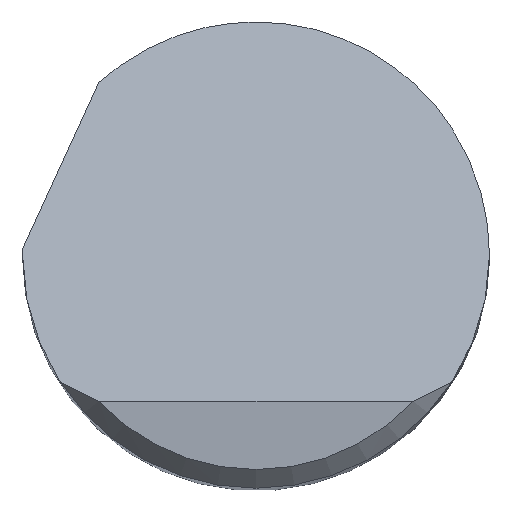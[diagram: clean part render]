
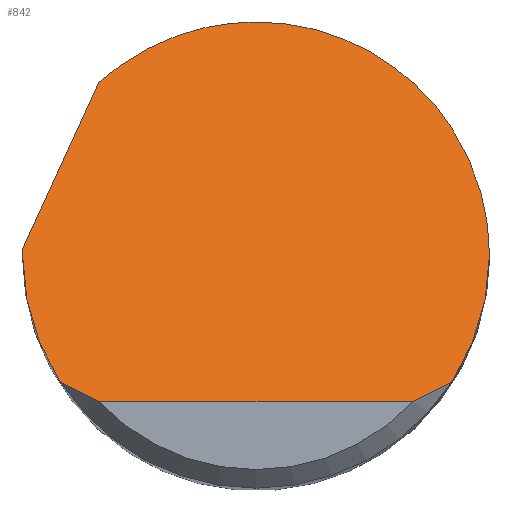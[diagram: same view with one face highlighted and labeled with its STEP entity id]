
A CAD part, top view. The second image highlights one B-rep face of the part: STEP entity #842.
In plain terms, the highlighted planar face has unit normal (0, 0.707, 0.707).
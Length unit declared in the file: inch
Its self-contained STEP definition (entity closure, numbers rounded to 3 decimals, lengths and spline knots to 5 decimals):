
#20 = VECTOR ( 'NONE', #30, 39.37008 ) ;
#30 = DIRECTION ( 'NONE',  ( 0.308, 0.673, -0.673 ) ) ;
#46 = PLANE ( 'NONE',  #459 ) ;
#51 = DIRECTION ( 'NONE',  ( 1., 0., 0. ) ) ;
#52 = VERTEX_POINT ( 'NONE', #286 ) ;
#67 = EDGE_LOOP ( 'NONE', ( #595, #303, #257, #214, #684, #421, #832, #665 ) ) ;
#72 = CARTESIAN_POINT ( 'NONE',  ( -0.18743, 0.005, 2.8775 ) ) ;
#81 = VERTEX_POINT ( 'NONE', #173 ) ;
#105 = CARTESIAN_POINT ( 'NONE',  ( -0.1875, -0.03666, 2.91916 ) ) ;
#110 = CARTESIAN_POINT ( 'NONE',  ( -0.1875, 0.00167, 2.88083 ) ) ;
#123 = CARTESIAN_POINT ( 'NONE',  ( -0.1875, -0.1175, 3. ) ) ;
#135 =( BOUNDED_CURVE ( )  B_SPLINE_CURVE ( 3, ( #660, #194, #401, #252 ),
 .UNSPECIFIED., .F., .F. ) 
 B_SPLINE_CURVE_WITH_KNOTS ( ( 4, 4 ),
 ( 1.5708, 2.14917 ),
 .UNSPECIFIED. ) 
 CURVE ( )  GEOMETRIC_REPRESENTATION_ITEM ( )  RATIONAL_B_SPLINE_CURVE ( ( 1., 0.972, 0.972, 1. ) ) 
 REPRESENTATION_ITEM ( '' )  );
#170 = B_SPLINE_CURVE_WITH_KNOTS ( 'NONE', 3,
 ( #809, #663, #409, #395 ),
 .UNSPECIFIED., .F., .F.,
 ( 4, 4 ),
 ( 0., 0.00095 ),
 .UNSPECIFIED. ) ;
#173 = CARTESIAN_POINT ( 'NONE',  ( 0.1875, 0., 2.8825 ) ) ;
#175 = EDGE_CURVE ( 'NONE', #403, #361, #239, .T. ) ;
#190 = CARTESIAN_POINT ( 'NONE',  ( -0.18748, 0.00333, 2.87917 ) ) ;
#194 = CARTESIAN_POINT ( 'NONE',  ( 0.1875, -0.03666, 2.91916 ) ) ;
#201 = VERTEX_POINT ( 'NONE', #342 ) ;
#214 = ORIENTED_EDGE ( 'NONE', *, *, #270, .F. ) ;
#215 = EDGE_CURVE ( 'NONE', #616, #52, #170, .T. ) ;
#230 = CARTESIAN_POINT ( 'NONE',  ( 0.12629, -0.1175, 3. ) ) ;
#235 = VECTOR ( 'NONE', #51, 39.37008 ) ;
#239 =( BOUNDED_CURVE ( )  B_SPLINE_CURVE ( 3, ( #334, #110, #190, #594 ),
 .UNSPECIFIED., .F., .F. ) 
 B_SPLINE_CURVE_WITH_KNOTS ( ( 4, 4 ),
 ( 4.71239, 4.73906 ),
 .UNSPECIFIED. ) 
 CURVE ( )  GEOMETRIC_REPRESENTATION_ITEM ( )  RATIONAL_B_SPLINE_CURVE ( ( 1., 1., 1., 1. ) ) 
 REPRESENTATION_ITEM ( '' )  );
#248 = EDGE_CURVE ( 'NONE', #507, #681, #249, .T. ) ;
#249 = B_SPLINE_CURVE_WITH_KNOTS ( 'NONE', 3,
 ( #867, #402, #862, #796 ),
 .UNSPECIFIED., .F., .F.,
 ( 4, 4 ),
 ( 0., 0.00095 ),
 .UNSPECIFIED. ) ;
#252 = CARTESIAN_POINT ( 'NONE',  ( 0.157, -0.1025, 2.985 ) ) ;
#255 = DIRECTION ( 'NONE',  ( 0., -0.707, -0.707 ) ) ;
#257 = ORIENTED_EDGE ( 'NONE', *, *, #817, .F. ) ;
#259 = CARTESIAN_POINT ( 'NONE',  ( -0.12625, 0.13863, 2.74387 ) ) ;
#270 = EDGE_CURVE ( 'NONE', #201, #81, #397, .T. ) ;
#286 = CARTESIAN_POINT ( 'NONE',  ( -0.12629, -0.1175, 3. ) ) ;
#288 = EDGE_CURVE ( 'NONE', #52, #507, #610, .T. ) ;
#303 = ORIENTED_EDGE ( 'NONE', *, *, #248, .T. ) ;
#334 = CARTESIAN_POINT ( 'NONE',  ( -0.1875, 0., 2.8825 ) ) ;
#342 = CARTESIAN_POINT ( 'NONE',  ( -0.12625, 0.13863, 2.74387 ) ) ;
#361 = VERTEX_POINT ( 'NONE', #72 ) ;
#395 = CARTESIAN_POINT ( 'NONE',  ( -0.12629, -0.1175, 3. ) ) ;
#397 =( BOUNDED_CURVE ( )  B_SPLINE_CURVE ( 3, ( #259, #405, #865, #476 ),
 .UNSPECIFIED., .F., .F. ) 
 B_SPLINE_CURVE_WITH_KNOTS ( ( 4, 4 ),
 ( 5.54449, 7.85398 ),
 .UNSPECIFIED. ) 
 CURVE ( )  GEOMETRIC_REPRESENTATION_ITEM ( )  RATIONAL_B_SPLINE_CURVE ( ( 1., 0.603, 0.603, 1. ) ) 
 REPRESENTATION_ITEM ( '' )  );
#401 = CARTESIAN_POINT ( 'NONE',  ( 0.17704, -0.0718, 2.9543 ) ) ;
#402 = CARTESIAN_POINT ( 'NONE',  ( 0.1369, -0.11288, 2.99538 ) ) ;
#403 = VERTEX_POINT ( 'NONE', #414 ) ;
#405 = CARTESIAN_POINT ( 'NONE',  ( 0.014, 0.26635, 2.61615 ) ) ;
#409 = CARTESIAN_POINT ( 'NONE',  ( -0.1369, -0.11288, 2.99538 ) ) ;
#414 = CARTESIAN_POINT ( 'NONE',  ( -0.1875, 0., 2.8825 ) ) ;
#421 = ORIENTED_EDGE ( 'NONE', *, *, #175, .F. ) ;
#429 =( BOUNDED_CURVE ( )  B_SPLINE_CURVE ( 3, ( #853, #510, #105, #709 ),
 .UNSPECIFIED., .F., .F. ) 
 B_SPLINE_CURVE_WITH_KNOTS ( ( 4, 4 ),
 ( 4.13401, 4.71239 ),
 .UNSPECIFIED. ) 
 CURVE ( )  GEOMETRIC_REPRESENTATION_ITEM ( )  RATIONAL_B_SPLINE_CURVE ( ( 1., 0.972, 0.972, 1. ) ) 
 REPRESENTATION_ITEM ( '' )  );
#439 = EDGE_CURVE ( 'NONE', #361, #201, #521, .T. ) ;
#441 = CARTESIAN_POINT ( 'NONE',  ( 0.157, -0.1025, 2.985 ) ) ;
#459 = AXIS2_PLACEMENT_3D ( 'NONE', #123, #255, #857 ) ;
#476 = CARTESIAN_POINT ( 'NONE',  ( 0.1875, 0., 2.8825 ) ) ;
#507 = VERTEX_POINT ( 'NONE', #230 ) ;
#510 = CARTESIAN_POINT ( 'NONE',  ( -0.17704, -0.0718, 2.9543 ) ) ;
#521 = LINE ( 'NONE', #768, #20 ) ;
#594 = CARTESIAN_POINT ( 'NONE',  ( -0.18743, 0.005, 2.8775 ) ) ;
#595 = ORIENTED_EDGE ( 'NONE', *, *, #288, .T. ) ;
#610 = LINE ( 'NONE', #730, #235 ) ;
#616 = VERTEX_POINT ( 'NONE', #645 ) ;
#645 = CARTESIAN_POINT ( 'NONE',  ( -0.157, -0.1025, 2.985 ) ) ;
#660 = CARTESIAN_POINT ( 'NONE',  ( 0.1875, 0., 2.8825 ) ) ;
#663 = CARTESIAN_POINT ( 'NONE',  ( -0.14711, -0.10785, 2.99035 ) ) ;
#665 = ORIENTED_EDGE ( 'NONE', *, *, #215, .T. ) ;
#681 = VERTEX_POINT ( 'NONE', #441 ) ;
#684 = ORIENTED_EDGE ( 'NONE', *, *, #439, .F. ) ;
#697 = EDGE_CURVE ( 'NONE', #616, #403, #429, .T. ) ;
#709 = CARTESIAN_POINT ( 'NONE',  ( -0.1875, 0., 2.8825 ) ) ;
#730 = CARTESIAN_POINT ( 'NONE',  ( 0., -0.1175, 3. ) ) ;
#768 = CARTESIAN_POINT ( 'NONE',  ( -0.23821, -0.10589, 2.98839 ) ) ;
#796 = CARTESIAN_POINT ( 'NONE',  ( 0.157, -0.1025, 2.985 ) ) ;
#809 = CARTESIAN_POINT ( 'NONE',  ( -0.157, -0.1025, 2.985 ) ) ;
#817 = EDGE_CURVE ( 'NONE', #81, #681, #135, .T. ) ;
#832 = ORIENTED_EDGE ( 'NONE', *, *, #697, .F. ) ;
#842 = ADVANCED_FACE ( 'NONE', ( #861 ), #46, .F. ) ;
#853 = CARTESIAN_POINT ( 'NONE',  ( -0.157, -0.1025, 2.985 ) ) ;
#857 = DIRECTION ( 'NONE',  ( 0., 0.707, -0.707 ) ) ;
#861 = FACE_OUTER_BOUND ( 'NONE', #67, .T. ) ;
#862 = CARTESIAN_POINT ( 'NONE',  ( 0.14711, -0.10785, 2.99035 ) ) ;
#865 = CARTESIAN_POINT ( 'NONE',  ( 0.1875, 0.18969, 2.69281 ) ) ;
#867 = CARTESIAN_POINT ( 'NONE',  ( 0.12629, -0.1175, 3. ) ) ;
